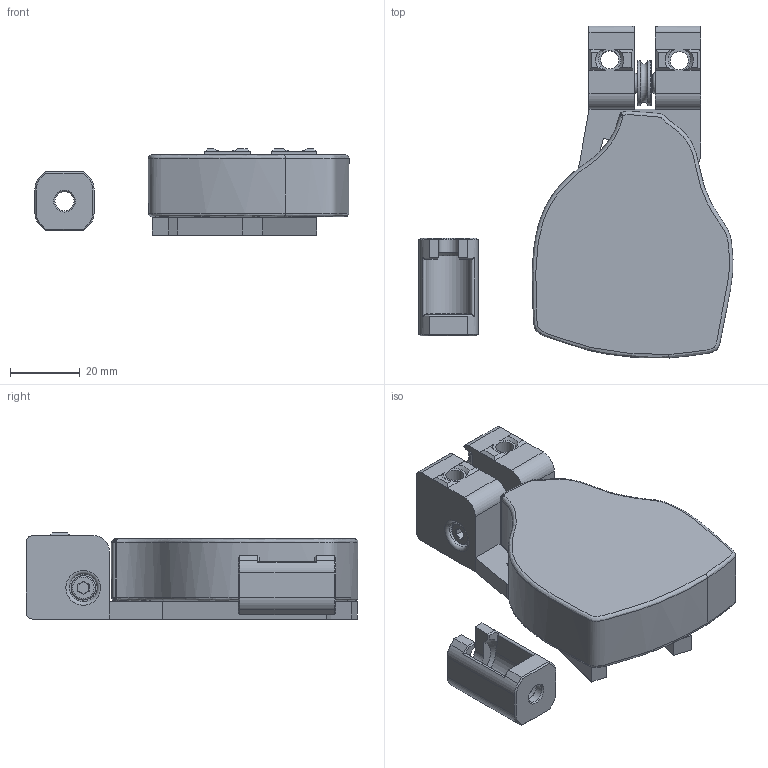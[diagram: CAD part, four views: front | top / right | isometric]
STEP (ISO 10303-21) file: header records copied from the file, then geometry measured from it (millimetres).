
FILE_DESCRIPTION(/* description */ (''),/* implementation_level */ '2;1');
FILE_NAME(/* name */ 'top mounted keybak super48 604uu.step',/* time_stamp */ '2021-08-18T06:14:49-06:00',/* author */ (''),/* organization */ (''),/* preprocessor_version */ 'ST-DEVELOPER v18.1',/* originating_system */ 'Autodesk Translation Framework v10.9.0.1377',/* authorisation */ '');
FILE_SCHEMA (('AUTOMOTIVE_DESIGN { 1 0 10303 214 3 1 1 }'));
Length unit declared in the file: millimetre
Products named in the file (7): top mounted keybak super48 604uu; main body; keybak super48 v1; 604uu bearing; Component8; keybak-AB-retainer.stl; M4x20 v1 v1
Assembly tree (6 placements, depth 3):
  top mounted keybak super48 604uu
    main body
    keybak super48 v1
    604uu bearing
      Component8
    keybak-AB-retainer.stl
    M4x20 v1 v1
Bounding box: 90.37 x 95.51 x 24.8 mm (x, y, z)
Volume: 83718.1 mm3; surface area: 24597.5 mm2
Topology: 9 solids, 9 shells, 790 faces, 1914 edges, 1252 vertices
Faces by surface type: plane 640, cylinder 95, cone 29, bspline 16, torus 10
Full cylindrical faces by diameter (mm): 3.111 x9, 3.6 x3, 3.908 x16, 4 x1, 5.2 x2, 5.5 x1, 6.198 x2, 7 x1, 7.5 x1, 8 x1, 10.5 x1, 11.032 x2, 13 x2
Entity records: 30810 total; most frequent: CARTESIAN_POINT 12105, ORIENTED_EDGE 3824, DIRECTION 3667, EDGE_CURVE 1912, LINE 1383, VECTOR 1383, VERTEX_POINT 1252, AXIS2_PLACEMENT_3D 1142
